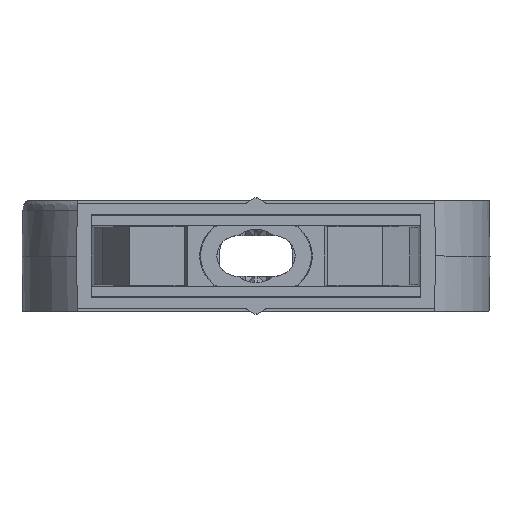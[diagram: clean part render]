
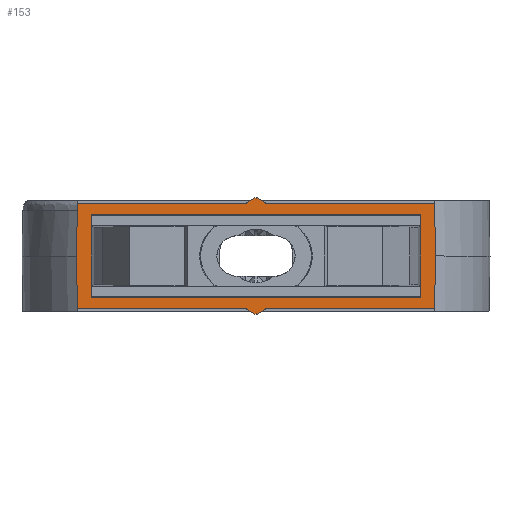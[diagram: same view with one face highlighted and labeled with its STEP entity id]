
A CAD part, front view. The second image highlights one B-rep face of the part: STEP entity #153.
In plain terms, the highlighted planar face has unit normal (0, -1, 0).
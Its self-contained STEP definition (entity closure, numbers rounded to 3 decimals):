
#32 = LINE ( 'NONE', #5539, #6019 ) ;
#153 = ADVANCED_FACE ( 'NONE', ( #9898, #2862 ), #1362, .F. ) ;
#238 = DIRECTION ( 'NONE',  ( 1., 0., 0. ) ) ;
#296 = EDGE_CURVE ( 'NONE', #2685, #6924, #1565, .T. ) ;
#298 = LINE ( 'NONE', #8742, #7794 ) ;
#399 = VERTEX_POINT ( 'NONE', #5719 ) ;
#409 = CARTESIAN_POINT ( 'NONE',  ( -27.574, 0., 8.499 ) ) ;
#647 = CARTESIAN_POINT ( 'NONE',  ( 1.732, 0., -8. ) ) ;
#831 = DIRECTION ( 'NONE',  ( -0.866, 0., 0.5 ) ) ;
#938 = CARTESIAN_POINT ( 'NONE',  ( -40., 0., 8. ) ) ;
#1043 = VECTOR ( 'NONE', #6234, 1000. ) ;
#1179 = LINE ( 'NONE', #409, #1691 ) ;
#1192 = VECTOR ( 'NONE', #1512, 1000. ) ;
#1241 = CARTESIAN_POINT ( 'NONE',  ( 0., 0., -9. ) ) ;
#1282 = EDGE_CURVE ( 'NONE', #4596, #7812, #6955, .T. ) ;
#1341 = DIRECTION ( 'NONE',  ( 0.009, 0., -1. ) ) ;
#1347 = CARTESIAN_POINT ( 'NONE',  ( 25.3, 0., -6.3 ) ) ;
#1362 = PLANE ( 'NONE',  #4975 ) ;
#1504 = LINE ( 'NONE', #7780, #6797 ) ;
#1512 = DIRECTION ( 'NONE',  ( 1., 0., 0. ) ) ;
#1529 = LINE ( 'NONE', #4054, #5216 ) ;
#1565 = LINE ( 'NONE', #8562, #1192 ) ;
#1581 = ORIENTED_EDGE ( 'NONE', *, *, #296, .F. ) ;
#1691 = VECTOR ( 'NONE', #1341, 1000. ) ;
#1706 = VERTEX_POINT ( 'NONE', #2603 ) ;
#1716 = LINE ( 'NONE', #938, #3109 ) ;
#1877 = ORIENTED_EDGE ( 'NONE', *, *, #2221, .F. ) ;
#1979 = EDGE_CURVE ( 'NONE', #1706, #10156, #8514, .T. ) ;
#2040 = EDGE_CURVE ( 'NONE', #7055, #7804, #8810, .T. ) ;
#2081 = LINE ( 'NONE', #3672, #8918 ) ;
#2135 = CARTESIAN_POINT ( 'NONE',  ( 27.5, 0., 0. ) ) ;
#2221 = EDGE_CURVE ( 'NONE', #8429, #2275, #2081, .T. ) ;
#2275 = VERTEX_POINT ( 'NONE', #2135 ) ;
#2298 = VECTOR ( 'NONE', #7044, 1000. ) ;
#2348 = EDGE_CURVE ( 'NONE', #10156, #5679, #1504, .T. ) ;
#2349 = VECTOR ( 'NONE', #3265, 1000. ) ;
#2355 = DIRECTION ( 'NONE',  ( -0.866, 0., 0.5 ) ) ;
#2499 = EDGE_CURVE ( 'NONE', #6924, #399, #4389, .T. ) ;
#2518 = EDGE_CURVE ( 'NONE', #7812, #3383, #1179, .T. ) ;
#2603 = CARTESIAN_POINT ( 'NONE',  ( 1.732, 0., 8. ) ) ;
#2608 = ORIENTED_EDGE ( 'NONE', *, *, #3577, .F. ) ;
#2685 = VERTEX_POINT ( 'NONE', #2947 ) ;
#2731 = ORIENTED_EDGE ( 'NONE', *, *, #9896, .F. ) ;
#2786 = DIRECTION ( 'NONE',  ( 0., 0., 1. ) ) ;
#2790 = CARTESIAN_POINT ( 'NONE',  ( 25.3, 0., -35.908 ) ) ;
#2814 = ORIENTED_EDGE ( 'NONE', *, *, #7243, .T. ) ;
#2845 = ORIENTED_EDGE ( 'NONE', *, *, #7400, .T. ) ;
#2862 = FACE_OUTER_BOUND ( 'NONE', #4588, .T. ) ;
#2947 = CARTESIAN_POINT ( 'NONE',  ( -25.3, 0., -6.3 ) ) ;
#3026 = CARTESIAN_POINT ( 'NONE',  ( 0., 0., 9. ) ) ;
#3109 = VECTOR ( 'NONE', #5778, 1000. ) ;
#3265 = DIRECTION ( 'NONE',  ( -1., 0., 0. ) ) ;
#3383 = VERTEX_POINT ( 'NONE', #8505 ) ;
#3459 = CARTESIAN_POINT ( 'NONE',  ( -1.732, 0., 8. ) ) ;
#3519 = VECTOR ( 'NONE', #6028, 1000. ) ;
#3577 = EDGE_CURVE ( 'NONE', #2275, #7055, #298, .T. ) ;
#3615 = VECTOR ( 'NONE', #2786, 1000. ) ;
#3672 = CARTESIAN_POINT ( 'NONE',  ( 27.5, 0., 0. ) ) ;
#3828 = EDGE_CURVE ( 'NONE', #4596, #5679, #6325, .T. ) ;
#3844 = CARTESIAN_POINT ( 'NONE',  ( 3.464, 0., 7. ) ) ;
#3880 = CARTESIAN_POINT ( 'NONE',  ( -27.426, 0., 8.499 ) ) ;
#3967 = CARTESIAN_POINT ( 'NONE',  ( -40., 0., 8. ) ) ;
#3971 = CARTESIAN_POINT ( 'NONE',  ( 27.43, 0., -8. ) ) ;
#3996 = VECTOR ( 'NONE', #831, 1000. ) ;
#4028 = VECTOR ( 'NONE', #4642, 1000. ) ;
#4054 = CARTESIAN_POINT ( 'NONE',  ( 0., 0., -9. ) ) ;
#4064 = DIRECTION ( 'NONE',  ( -1., 0., 0. ) ) ;
#4367 = ORIENTED_EDGE ( 'NONE', *, *, #2499, .F. ) ;
#4389 = LINE ( 'NONE', #2790, #3519 ) ;
#4588 = EDGE_LOOP ( 'NONE', ( #4776, #8279, #2608, #1877, #7673, #6842, #9976, #8591, #4719, #5233, #8091, #2731 ) ) ;
#4589 = LINE ( 'NONE', #5445, #2298 ) ;
#4596 = VERTEX_POINT ( 'NONE', #7557 ) ;
#4642 = DIRECTION ( 'NONE',  ( 1., 0., 0. ) ) ;
#4719 = ORIENTED_EDGE ( 'NONE', *, *, #1282, .T. ) ;
#4776 = ORIENTED_EDGE ( 'NONE', *, *, #7460, .F. ) ;
#4975 = AXIS2_PLACEMENT_3D ( 'NONE', #9950, #9023, #6100 ) ;
#5216 = VECTOR ( 'NONE', #2355, 1000. ) ;
#5233 = ORIENTED_EDGE ( 'NONE', *, *, #2518, .T. ) ;
#5302 = EDGE_CURVE ( 'NONE', #1706, #8429, #1716, .T. ) ;
#5445 = CARTESIAN_POINT ( 'NONE',  ( 3.464, 0., -7. ) ) ;
#5539 = CARTESIAN_POINT ( 'NONE',  ( 40., 0., -8. ) ) ;
#5679 = VERTEX_POINT ( 'NONE', #3459 ) ;
#5719 = CARTESIAN_POINT ( 'NONE',  ( 25.3, 0., 6.3 ) ) ;
#5778 = DIRECTION ( 'NONE',  ( 1., 0., 0. ) ) ;
#5805 = LINE ( 'NONE', #8944, #3615 ) ;
#5818 = VERTEX_POINT ( 'NONE', #1241 ) ;
#6019 = VECTOR ( 'NONE', #4064, 1000. ) ;
#6028 = DIRECTION ( 'NONE',  ( 0., 0., 1. ) ) ;
#6100 = DIRECTION ( 'NONE',  ( 0., 0., 1. ) ) ;
#6234 = DIRECTION ( 'NONE',  ( -0.009, 0., -1. ) ) ;
#6325 = LINE ( 'NONE', #3967, #4028 ) ;
#6482 = DIRECTION ( 'NONE',  ( -0.009, 0., -1. ) ) ;
#6785 = VERTEX_POINT ( 'NONE', #9727 ) ;
#6797 = VECTOR ( 'NONE', #6908, 1000. ) ;
#6842 = ORIENTED_EDGE ( 'NONE', *, *, #1979, .T. ) ;
#6908 = DIRECTION ( 'NONE',  ( -0.866, 0., -0.5 ) ) ;
#6924 = VERTEX_POINT ( 'NONE', #1347 ) ;
#6925 = CARTESIAN_POINT ( 'NONE',  ( -27.5, 0., 0. ) ) ;
#6955 = LINE ( 'NONE', #3880, #1043 ) ;
#6979 = EDGE_LOOP ( 'NONE', ( #4367, #1581, #2845, #2814 ) ) ;
#7044 = DIRECTION ( 'NONE',  ( -0.866, 0., -0.5 ) ) ;
#7055 = VERTEX_POINT ( 'NONE', #3971 ) ;
#7243 = EDGE_CURVE ( 'NONE', #6785, #399, #8688, .T. ) ;
#7400 = EDGE_CURVE ( 'NONE', #2685, #6785, #5805, .T. ) ;
#7460 = EDGE_CURVE ( 'NONE', #7804, #5818, #4589, .T. ) ;
#7557 = CARTESIAN_POINT ( 'NONE',  ( -27.43, 0., 8. ) ) ;
#7568 = VECTOR ( 'NONE', #238, 1000. ) ;
#7673 = ORIENTED_EDGE ( 'NONE', *, *, #5302, .F. ) ;
#7780 = CARTESIAN_POINT ( 'NONE',  ( 0., 0., 9. ) ) ;
#7794 = VECTOR ( 'NONE', #6482, 1000. ) ;
#7804 = VERTEX_POINT ( 'NONE', #647 ) ;
#7812 = VERTEX_POINT ( 'NONE', #6925 ) ;
#8021 = CARTESIAN_POINT ( 'NONE',  ( 27.43, 0., 8. ) ) ;
#8091 = ORIENTED_EDGE ( 'NONE', *, *, #8254, .F. ) ;
#8106 = VERTEX_POINT ( 'NONE', #9324 ) ;
#8254 = EDGE_CURVE ( 'NONE', #8106, #3383, #32, .T. ) ;
#8279 = ORIENTED_EDGE ( 'NONE', *, *, #2040, .F. ) ;
#8429 = VERTEX_POINT ( 'NONE', #8021 ) ;
#8505 = CARTESIAN_POINT ( 'NONE',  ( -27.43, 0., -8. ) ) ;
#8514 = LINE ( 'NONE', #3844, #3996 ) ;
#8562 = CARTESIAN_POINT ( 'NONE',  ( -25.3, 0., -6.3 ) ) ;
#8591 = ORIENTED_EDGE ( 'NONE', *, *, #3828, .F. ) ;
#8688 = LINE ( 'NONE', #8793, #7568 ) ;
#8742 = CARTESIAN_POINT ( 'NONE',  ( 27.5, 0., 0. ) ) ;
#8793 = CARTESIAN_POINT ( 'NONE',  ( -25.3, 0., 6.3 ) ) ;
#8810 = LINE ( 'NONE', #9681, #2349 ) ;
#8918 = VECTOR ( 'NONE', #9224, 1000. ) ;
#8944 = CARTESIAN_POINT ( 'NONE',  ( -25.3, 0., -35.908 ) ) ;
#9023 = DIRECTION ( 'NONE',  ( 0., 1., 0. ) ) ;
#9224 = DIRECTION ( 'NONE',  ( 0.009, 0., -1. ) ) ;
#9324 = CARTESIAN_POINT ( 'NONE',  ( -1.732, 0., -8. ) ) ;
#9681 = CARTESIAN_POINT ( 'NONE',  ( 40., 0., -8. ) ) ;
#9727 = CARTESIAN_POINT ( 'NONE',  ( -25.3, 0., 6.3 ) ) ;
#9896 = EDGE_CURVE ( 'NONE', #5818, #8106, #1529, .T. ) ;
#9898 = FACE_BOUND ( 'NONE', #6979, .T. ) ;
#9950 = CARTESIAN_POINT ( 'NONE',  ( -27.5, 0., 8.5 ) ) ;
#9976 = ORIENTED_EDGE ( 'NONE', *, *, #2348, .T. ) ;
#10156 = VERTEX_POINT ( 'NONE', #3026 ) ;
